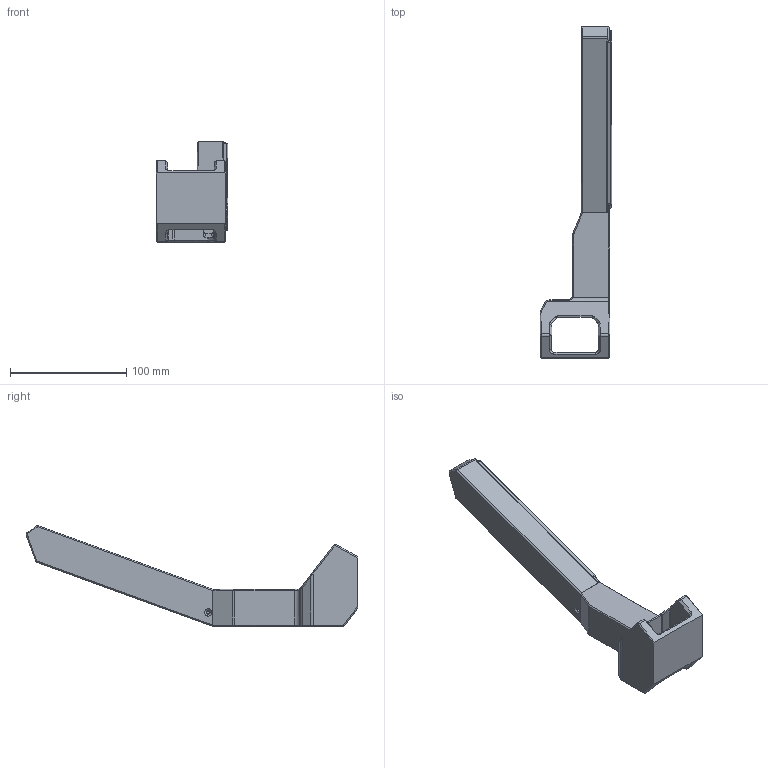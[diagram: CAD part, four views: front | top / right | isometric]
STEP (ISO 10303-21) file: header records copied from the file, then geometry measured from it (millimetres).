
FILE_DESCRIPTION(/* description */ (''),/* implementation_level */ '2;1');
FILE_NAME(/* name */ 'Sensor Stand Left.step',/* time_stamp */ '2020-07-07T18:50:57-04:00',/* author */ (''),/* organization */ (''),/* preprocessor_version */ 'ST-DEVELOPER v18.1',/* originating_system */ 'Autodesk Translation Framework v9.3.0.1241',/* authorisation */ '');
FILE_SCHEMA (('AUTOMOTIVE_DESIGN { 1 0 10303 214 3 1 1 }'));
Length unit declared in the file: millimetre
Products named in the file (1): Sensor Stand Left
Bounding box: 62 x 286.04 x 86.75 mm (x, y, z)
Volume: 217310.8 mm3; surface area: 76586.1 mm2
Topology: 4 solids, 4 shells, 245 faces, 622 edges, 379 vertices
Faces by surface type: plane 127, cylinder 49, cone 38, bspline 27, torus 2, sphere 2
Full cylindrical faces by diameter (mm): 2.5 x1, 3.4 x1, 5.2 x6
Entity records: 7769 total; most frequent: CARTESIAN_POINT 1944, ORIENTED_EDGE 1236, DIRECTION 1131, EDGE_CURVE 618, LINE 431, VECTOR 431, VERTEX_POINT 379, AXIS2_PLACEMENT_3D 350
